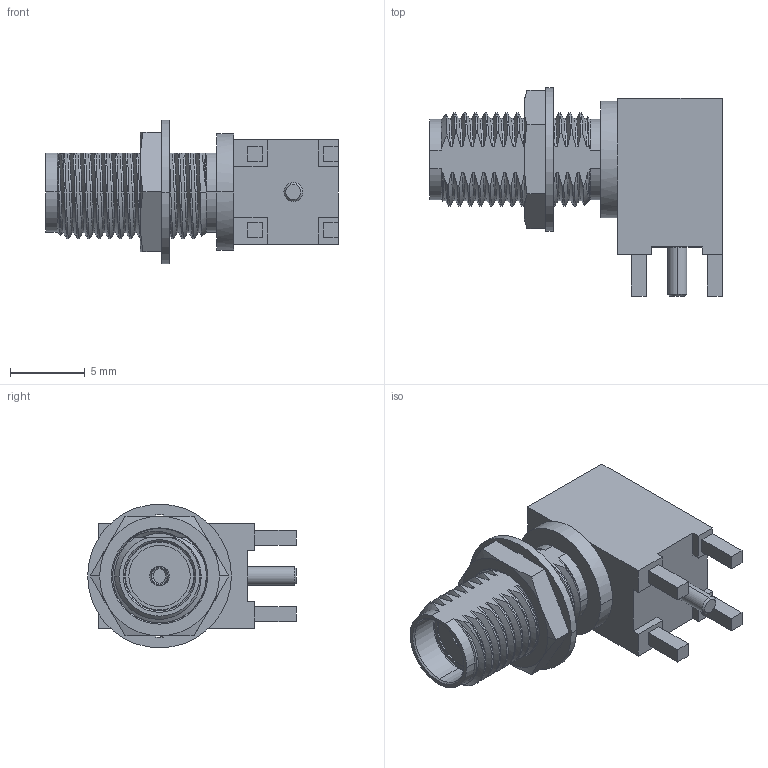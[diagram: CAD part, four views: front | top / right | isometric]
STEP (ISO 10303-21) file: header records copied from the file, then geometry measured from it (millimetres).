
FILE_DESCRIPTION(('STEP AP242'),'1');
FILE_NAME('73251-2200.stp','2021-01-24T13:16:03',('TraceParts'),('TraceParts S.A.'),'Spatial InterOp 3D',' ',' ');
FILE_SCHEMA(('AP242_MANAGED_MODEL_BASED_3D_ENGINEERING_MIM_LF {1 0 10303 442 1 1 4}'));
Length unit declared in the file: millimetre
Products named in the file (1): 732512200
Bounding box: 19.55 x 13.94 x 9.6 mm (x, y, z)
Volume: 877.6 mm3; surface area: 997.3 mm2
Topology: 1 solids, 1 shells, 272 faces, 785 edges, 528 vertices
Faces by surface type: cylinder 119, plane 81, cone 39, bspline 31, torus 2
Entity records: 15883 total; most frequent: CARTESIAN_POINT 9287, ORIENTED_EDGE 1554, DIRECTION 1074, EDGE_CURVE 777, VERTEX_POINT 509, AXIS2_PLACEMENT_3D 365, LINE 344, VECTOR 344
